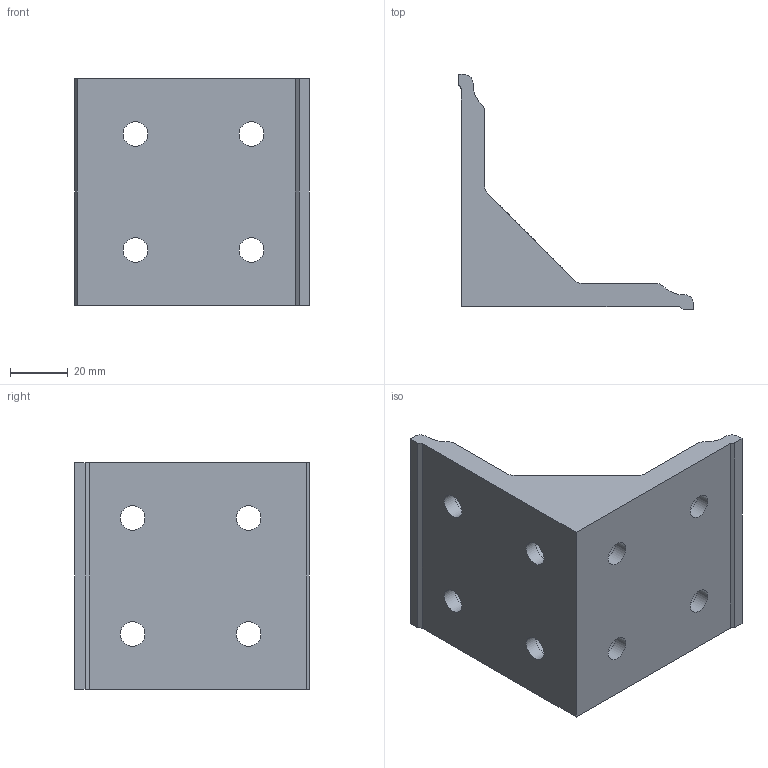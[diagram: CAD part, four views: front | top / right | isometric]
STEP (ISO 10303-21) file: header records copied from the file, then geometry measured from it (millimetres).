
FILE_DESCRIPTION(('STEP AP203'),'2;1');
FILE_NAME('30.017.00.stp','2011-03-21T16:19:12',(''),(''),'2009.3.110','THINKDESIGN','');
FILE_SCHEMA(('CONFIG_CONTROL_DESIGN'));
Length unit declared in the file: millimetre
Bounding box: 81 x 80.92 x 78 mm (x, y, z)
Volume: 115349.6 mm3; surface area: 29539.7 mm2
Topology: 1 solids, 1 shells, 49 faces, 149 edges, 110 vertices
Faces by surface type: cylinder 26, plane 23
Full cylindrical faces by diameter (mm): 8.5 x8, 13.5 x8
Entity records: 2208 total; most frequent: CARTESIAN_POINT 650, DIRECTION 317, ORIENTED_EDGE 298, EDGE_CURVE 149, AXIS2_PLACEMENT_3D 127, VERTEX_POINT 110, EDGE_LOOP 73, CIRCLE 72
